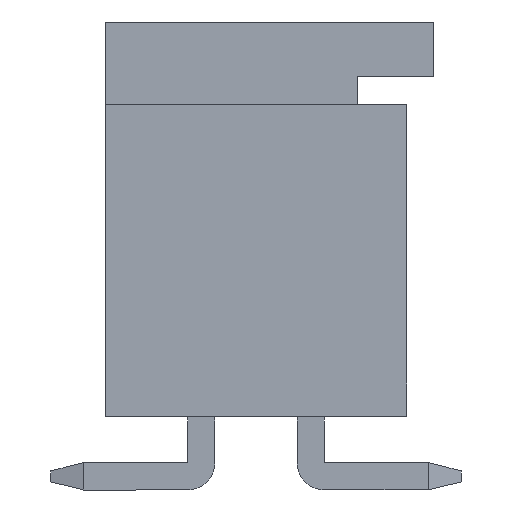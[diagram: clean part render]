
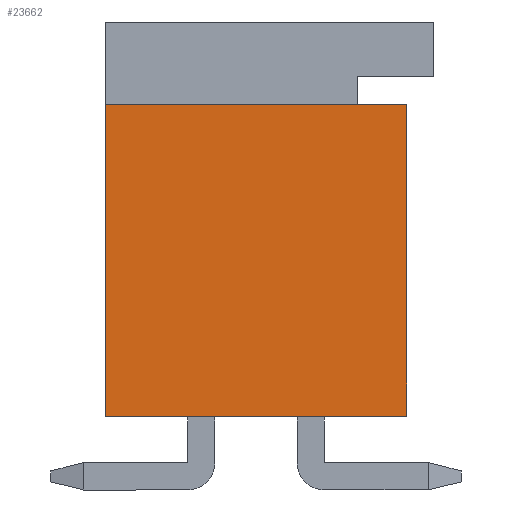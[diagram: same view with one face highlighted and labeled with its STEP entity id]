
A CAD part, front view. The second image highlights one B-rep face of the part: STEP entity #23662.
In plain terms, the highlighted face is planar.
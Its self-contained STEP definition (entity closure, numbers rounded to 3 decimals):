
#1446=ORIENTED_EDGE('',*,*,#5831,.F.);
#1447=ORIENTED_EDGE('',*,*,#5123,.F.);
#1448=ORIENTED_EDGE('',*,*,#5832,.T.);
#1449=ORIENTED_EDGE('',*,*,#5833,.T.);
#5123=EDGE_CURVE('',#7539,#7540,#9021,.T.);
#5831=EDGE_CURVE('',#7540,#7978,#9729,.T.);
#5832=EDGE_CURVE('',#7539,#7979,#9730,.T.);
#5833=EDGE_CURVE('',#7979,#7978,#9731,.T.);
#7539=VERTEX_POINT('',#30206);
#7540=VERTEX_POINT('',#30208);
#7978=VERTEX_POINT('',#31598);
#7979=VERTEX_POINT('',#31600);
#9021=LINE('',#30207,#11377);
#9729=LINE('',#31597,#12085);
#9730=LINE('',#31599,#12086);
#9731=LINE('',#31601,#12087);
#11377=VECTOR('',#25667,1000.);
#12085=VECTOR('',#26863,1000.);
#12086=VECTOR('',#26864,1000.);
#12087=VECTOR('',#26865,1000.);
#13887=EDGE_LOOP('',(#1446,#1447,#1448,#1449));
#14919=FACE_BOUND('',#13887,.T.);
#15922=PLANE('',#24640);
#23662=ADVANCED_FACE('',(#14919),#15922,.T.);
#24640=AXIS2_PLACEMENT_3D('',#31596,#26861,#26862);
#25667=DIRECTION('',(0.,1.,0.));
#26861=DIRECTION('',(1.,0.,0.));
#26862=DIRECTION('',(0.,0.,-1.));
#26863=DIRECTION('',(0.,0.,-1.));
#26864=DIRECTION('',(0.,0.,-1.));
#26865=DIRECTION('',(0.,1.,0.));
#30206=CARTESIAN_POINT('',(18.625,-2.75,2.85));
#30207=CARTESIAN_POINT('',(18.625,-2.75,2.85));
#30208=CARTESIAN_POINT('',(18.625,2.75,2.85));
#31596=CARTESIAN_POINT('',(18.625,-2.75,2.85));
#31597=CARTESIAN_POINT('',(18.625,2.75,2.85));
#31598=CARTESIAN_POINT('',(18.625,2.75,-2.85));
#31599=CARTESIAN_POINT('',(18.625,-2.75,2.85));
#31600=CARTESIAN_POINT('',(18.625,-2.75,-2.85));
#31601=CARTESIAN_POINT('',(18.625,-2.75,-2.85));
